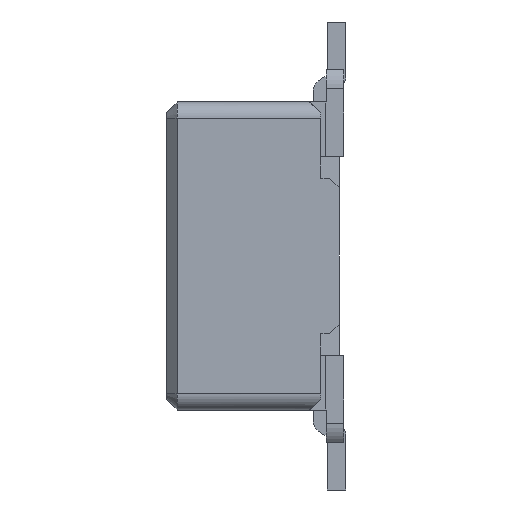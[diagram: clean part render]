
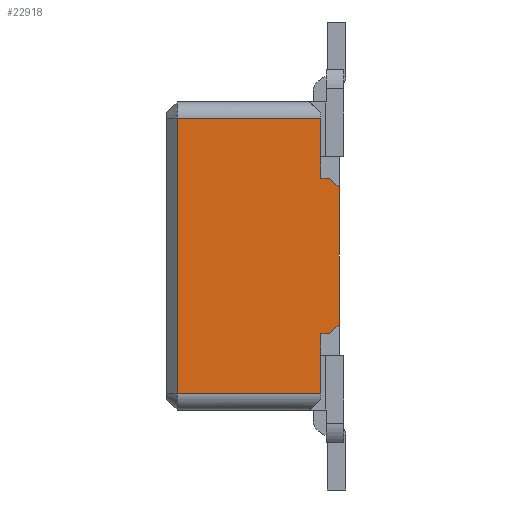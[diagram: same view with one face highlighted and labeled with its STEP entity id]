
A CAD part, left-side view. The second image highlights one B-rep face of the part: STEP entity #22918.
In plain terms, the highlighted planar face has unit normal (-1, 0, 0).
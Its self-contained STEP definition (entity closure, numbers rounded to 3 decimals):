
#1=DIRECTION('',(0.,0.,-1.));
#2=VECTOR('',#1,0.55);
#3=CARTESIAN_POINT('',(-5.125,0.17,1.265));
#4=LINE('',#3,#2);
#5=DIRECTION('',(0.,1.,0.));
#6=VECTOR('',#5,0.08);
#7=CARTESIAN_POINT('',(-5.125,0.09,0.715));
#8=LINE('',#7,#6);
#9=DIRECTION('',(0.,0.,-1.));
#10=VECTOR('',#9,1.25);
#11=CARTESIAN_POINT('',(-5.125,0.,0.625));
#12=LINE('',#11,#10);
#13=DIRECTION('',(0.,1.,0.));
#14=VECTOR('',#13,0.08);
#15=CARTESIAN_POINT('',(-5.125,0.09,-0.715));
#16=LINE('',#15,#14);
#17=DIRECTION('',(0.,0.,1.));
#18=VECTOR('',#17,0.55);
#19=CARTESIAN_POINT('',(-5.125,0.17,-1.265));
#20=LINE('',#19,#18);
#21=DIRECTION('',(0.,-1.,0.));
#22=VECTOR('',#21,1.32);
#23=CARTESIAN_POINT('',(-5.125,1.49,-1.265));
#24=LINE('',#23,#22);
#93=DIRECTION('',(0.,0.707,-0.707));
#94=VECTOR('',#93,0.127);
#95=CARTESIAN_POINT('',(-5.125,0.,-0.625));
#96=LINE('',#95,#94);
#4449=DIRECTION('',(0.,1.,0.));
#4450=VECTOR('',#4449,1.32);
#4451=CARTESIAN_POINT('',(-5.125,0.17,1.265));
#4452=LINE('',#4451,#4450);
#17077=DIRECTION('',(0.,0.,1.));
#17078=VECTOR('',#17077,2.53);
#17079=CARTESIAN_POINT('',(-5.125,1.49,-1.265));
#17080=LINE('',#17079,#17078);
#17157=DIRECTION('',(0.,0.707,0.707));
#17158=VECTOR('',#17157,0.127);
#17159=CARTESIAN_POINT('',(-5.125,0.,0.625));
#17160=LINE('',#17159,#17158);
#17445=CARTESIAN_POINT('',(-5.125,0.17,0.715));
#17446=VERTEX_POINT('',#17445);
#17451=CARTESIAN_POINT('',(-5.125,0.17,-0.715));
#17452=VERTEX_POINT('',#17451);
#17474=CARTESIAN_POINT('',(-5.125,0.,-0.625));
#17476=VERTEX_POINT('',#17474);
#17478=CARTESIAN_POINT('',(-5.125,0.09,-0.715));
#17480=VERTEX_POINT('',#17478);
#17481=CARTESIAN_POINT('',(-5.125,0.,0.625));
#17483=VERTEX_POINT('',#17481);
#17485=CARTESIAN_POINT('',(-5.125,0.09,0.715));
#17487=VERTEX_POINT('',#17485);
#17998=CARTESIAN_POINT('',(-5.125,0.17,-1.265));
#18000=VERTEX_POINT('',#17998);
#18005=CARTESIAN_POINT('',(-5.125,0.17,1.265));
#18006=VERTEX_POINT('',#18005);
#18039=CARTESIAN_POINT('',(-5.125,1.49,1.265));
#18040=VERTEX_POINT('',#18039);
#18043=CARTESIAN_POINT('',(-5.125,1.49,-1.265));
#18044=VERTEX_POINT('',#18043);
#22891=CARTESIAN_POINT('',(-5.125,0.,0.));
#22892=DIRECTION('',(1.,0.,0.));
#22893=DIRECTION('',(0.,0.,-1.));
#22894=AXIS2_PLACEMENT_3D('',#22891,#22892,#22893);
#22895=PLANE('',#22894);
#22897=ORIENTED_EDGE('',*,*,#22896,.F.);
#22899=ORIENTED_EDGE('',*,*,#22898,.T.);
#22901=ORIENTED_EDGE('',*,*,#22900,.F.);
#22903=ORIENTED_EDGE('',*,*,#22902,.T.);
#22905=ORIENTED_EDGE('',*,*,#22904,.F.);
#22907=ORIENTED_EDGE('',*,*,#22906,.F.);
#22909=ORIENTED_EDGE('',*,*,#22908,.T.);
#22911=ORIENTED_EDGE('',*,*,#22910,.T.);
#22913=ORIENTED_EDGE('',*,*,#22912,.T.);
#22915=ORIENTED_EDGE('',*,*,#22914,.F.);
#22916=EDGE_LOOP('',(#22897,#22899,#22901,#22903,#22905,#22907,#22909,#22911,
#22913,#22915));
#22917=FACE_OUTER_BOUND('',#22916,.F.);
#22918=ADVANCED_FACE('',(#22917),#22895,.F.);
#22896=EDGE_CURVE('',#18044,#18000,#24,.T.);
#22898=EDGE_CURVE('',#18044,#18040,#17080,.T.);
#22900=EDGE_CURVE('',#18006,#18040,#4452,.T.);
#22902=EDGE_CURVE('',#18006,#17446,#4,.T.);
#22904=EDGE_CURVE('',#17487,#17446,#8,.T.);
#22906=EDGE_CURVE('',#17483,#17487,#17160,.T.);
#22908=EDGE_CURVE('',#17483,#17476,#12,.T.);
#22910=EDGE_CURVE('',#17476,#17480,#96,.T.);
#22912=EDGE_CURVE('',#17480,#17452,#16,.T.);
#22914=EDGE_CURVE('',#18000,#17452,#20,.T.);
